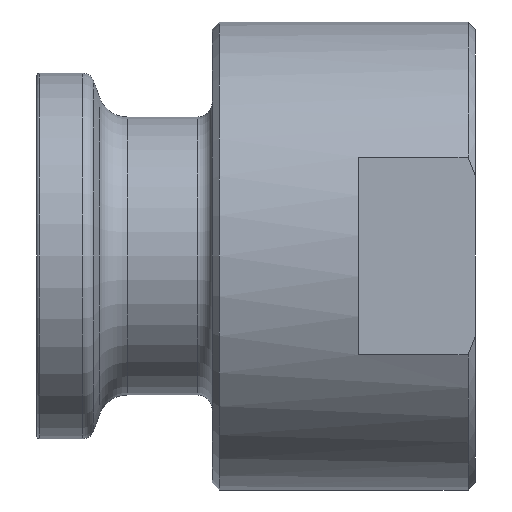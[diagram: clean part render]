
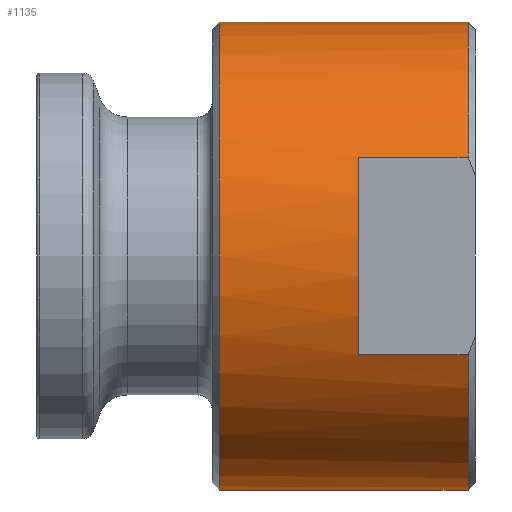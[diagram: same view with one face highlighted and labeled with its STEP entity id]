
A CAD part, front view. The second image highlights one B-rep face of the part: STEP entity #1135.
In plain terms, the highlighted cylindrical face has radius 16 mm (diameter 32 mm), a partial arc.
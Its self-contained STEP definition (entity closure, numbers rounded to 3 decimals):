
#43 = VERTEX_POINT ( 'NONE', #390 ) ;
#69 = CIRCLE ( 'NONE', #818, 16. ) ;
#82 = EDGE_CURVE ( 'NONE', #844, #740, #1276, .T. ) ;
#95 = CARTESIAN_POINT ( 'NONE',  ( 0., 0., -16. ) ) ;
#131 = AXIS2_PLACEMENT_3D ( 'NONE', #544, #971, #876 ) ;
#147 = EDGE_CURVE ( 'NONE', #43, #785, #69, .T. ) ;
#167 = ORIENTED_EDGE ( 'NONE', *, *, #386, .T. ) ;
#177 = DIRECTION ( 'NONE',  ( 0., 0., -1. ) ) ;
#187 = LINE ( 'NONE', #297, #1183 ) ;
#208 = CYLINDRICAL_SURFACE ( 'NONE', #1377, 16. ) ;
#232 = EDGE_CURVE ( 'NONE', #1259, #643, #405, .T. ) ;
#297 = CARTESIAN_POINT ( 'NONE',  ( 0., 0., 16. ) ) ;
#328 = CIRCLE ( 'NONE', #131, 16. ) ;
#335 = CARTESIAN_POINT ( 'NONE',  ( 29.5, -14.5, -6.764 ) ) ;
#386 = EDGE_CURVE ( 'NONE', #844, #729, #752, .T. ) ;
#390 = CARTESIAN_POINT ( 'NONE',  ( 29.5, 0., -16. ) ) ;
#405 = CIRCLE ( 'NONE', #593, 16. ) ;
#426 = AXIS2_PLACEMENT_3D ( 'NONE', #738, #1165, #177 ) ;
#436 = ORIENTED_EDGE ( 'NONE', *, *, #232, .F. ) ;
#442 = EDGE_CURVE ( 'NONE', #526, #643, #187, .T. ) ;
#464 = EDGE_CURVE ( 'NONE', #729, #526, #328, .T. ) ;
#471 = LINE ( 'NONE', #909, #588 ) ;
#513 = DIRECTION ( 'NONE',  ( 1., 0., 0. ) ) ;
#526 = VERTEX_POINT ( 'NONE', #734 ) ;
#544 = CARTESIAN_POINT ( 'NONE',  ( 29.5, 0., 0. ) ) ;
#557 = DIRECTION ( 'NONE',  ( -1., 0., 0. ) ) ;
#584 = CARTESIAN_POINT ( 'NONE',  ( 29.5, 0., 0. ) ) ;
#588 = VECTOR ( 'NONE', #1355, 1000. ) ;
#593 = AXIS2_PLACEMENT_3D ( 'NONE', #1190, #1311, #1062 ) ;
#619 = EDGE_CURVE ( 'NONE', #785, #740, #471, .T. ) ;
#633 = DIRECTION ( 'NONE',  ( -1., 0., 0. ) ) ;
#639 = CARTESIAN_POINT ( 'NONE',  ( 0., -14.5, 6.764 ) ) ;
#643 = VERTEX_POINT ( 'NONE', #714 ) ;
#655 = CARTESIAN_POINT ( 'NONE',  ( 29.5, -14.5, 6.764 ) ) ;
#714 = CARTESIAN_POINT ( 'NONE',  ( 12.5, 0., 16. ) ) ;
#729 = VERTEX_POINT ( 'NONE', #655 ) ;
#734 = CARTESIAN_POINT ( 'NONE',  ( 29.5, 0., 16. ) ) ;
#738 = CARTESIAN_POINT ( 'NONE',  ( 22., 0., 0. ) ) ;
#740 = VERTEX_POINT ( 'NONE', #902 ) ;
#752 = LINE ( 'NONE', #639, #1280 ) ;
#764 = DIRECTION ( 'NONE',  ( -1., 0., 0. ) ) ;
#778 = LINE ( 'NONE', #95, #1068 ) ;
#785 = VERTEX_POINT ( 'NONE', #335 ) ;
#802 = DIRECTION ( 'NONE',  ( -1., 0., 0. ) ) ;
#804 = CARTESIAN_POINT ( 'NONE',  ( 22., -14.5, 6.764 ) ) ;
#818 = AXIS2_PLACEMENT_3D ( 'NONE', #584, #802, #1005 ) ;
#844 = VERTEX_POINT ( 'NONE', #804 ) ;
#873 = CARTESIAN_POINT ( 'NONE',  ( 0., 0., 0. ) ) ;
#876 = DIRECTION ( 'NONE',  ( 0., 0., 1. ) ) ;
#902 = CARTESIAN_POINT ( 'NONE',  ( 22., -14.5, -6.764 ) ) ;
#909 = CARTESIAN_POINT ( 'NONE',  ( 0., -14.5, -6.764 ) ) ;
#971 = DIRECTION ( 'NONE',  ( -1., 0., 0. ) ) ;
#989 = CARTESIAN_POINT ( 'NONE',  ( 12.5, 0., -16. ) ) ;
#1005 = DIRECTION ( 'NONE',  ( 0., 0., 1. ) ) ;
#1027 = ORIENTED_EDGE ( 'NONE', *, *, #464, .T. ) ;
#1062 = DIRECTION ( 'NONE',  ( 0., 0., 1. ) ) ;
#1068 = VECTOR ( 'NONE', #557, 1000. ) ;
#1107 = ORIENTED_EDGE ( 'NONE', *, *, #442, .T. ) ;
#1135 = ADVANCED_FACE ( 'NONE', ( #1423 ), #208, .T. ) ;
#1161 = ORIENTED_EDGE ( 'NONE', *, *, #147, .T. ) ;
#1165 = DIRECTION ( 'NONE',  ( 1., 0., 0. ) ) ;
#1183 = VECTOR ( 'NONE', #633, 1000. ) ;
#1190 = CARTESIAN_POINT ( 'NONE',  ( 12.5, 0., 0. ) ) ;
#1205 = ORIENTED_EDGE ( 'NONE', *, *, #619, .T. ) ;
#1211 = DIRECTION ( 'NONE',  ( 0., 0., 1. ) ) ;
#1217 = ORIENTED_EDGE ( 'NONE', *, *, #1287, .F. ) ;
#1259 = VERTEX_POINT ( 'NONE', #989 ) ;
#1276 = CIRCLE ( 'NONE', #426, 16. ) ;
#1280 = VECTOR ( 'NONE', #513, 1000. ) ;
#1287 = EDGE_CURVE ( 'NONE', #43, #1259, #778, .T. ) ;
#1306 = ORIENTED_EDGE ( 'NONE', *, *, #82, .F. ) ;
#1311 = DIRECTION ( 'NONE',  ( -1., 0., 0. ) ) ;
#1314 = EDGE_LOOP ( 'NONE', ( #1217, #1161, #1205, #1306, #167, #1027, #1107, #436 ) ) ;
#1355 = DIRECTION ( 'NONE',  ( -1., 0., 0. ) ) ;
#1377 = AXIS2_PLACEMENT_3D ( 'NONE', #873, #764, #1211 ) ;
#1423 = FACE_OUTER_BOUND ( 'NONE', #1314, .T. ) ;
